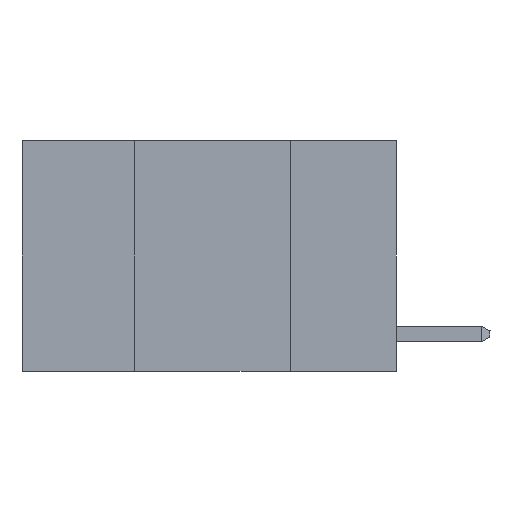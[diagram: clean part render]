
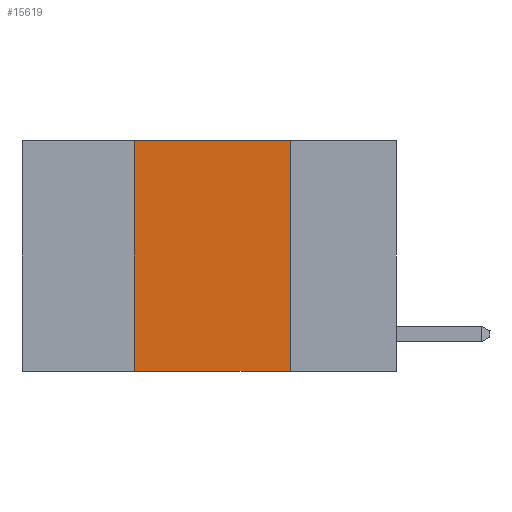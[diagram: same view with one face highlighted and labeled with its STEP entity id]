
A CAD part, left-side view. The second image highlights one B-rep face of the part: STEP entity #15619.
In plain terms, the highlighted planar face has unit normal (-1, 0, 0).
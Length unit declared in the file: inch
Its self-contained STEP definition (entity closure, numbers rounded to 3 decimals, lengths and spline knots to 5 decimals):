
#47 = VERTEX_POINT ( 'NONE', #4198 ) ;
#521 = DIRECTION ( 'NONE',  ( 0., -1., 0. ) ) ;
#646 = CARTESIAN_POINT ( 'NONE',  ( 0., 0.17, 0. ) ) ;
#707 = VERTEX_POINT ( 'NONE', #8005 ) ;
#797 = ORIENTED_EDGE ( 'NONE', *, *, #8886, .T. ) ;
#1666 = CARTESIAN_POINT ( 'NONE',  ( 0., 0.42, -0.37 ) ) ;
#2137 = EDGE_CURVE ( 'NONE', #11022, #707, #9925, .T. ) ;
#2619 = VECTOR ( 'NONE', #8463, 39.37008 ) ;
#2760 = CARTESIAN_POINT ( 'NONE',  ( 0., 0.42, 0. ) ) ;
#3198 = ORIENTED_EDGE ( 'NONE', *, *, #15311, .F. ) ;
#4198 = CARTESIAN_POINT ( 'NONE',  ( 0., 0.17, 0. ) ) ;
#5005 = VERTEX_POINT ( 'NONE', #7173 ) ;
#6285 = VECTOR ( 'NONE', #10973, 39.37008 ) ;
#6859 = CARTESIAN_POINT ( 'NONE',  ( 0., 0.6, 0. ) ) ;
#7034 = VECTOR ( 'NONE', #17110, 39.37008 ) ;
#7173 = CARTESIAN_POINT ( 'NONE',  ( 0., 0.17, -0.37 ) ) ;
#7525 = EDGE_LOOP ( 'NONE', ( #3198, #13861, #13914, #797 ) ) ;
#7726 = VECTOR ( 'NONE', #521, 39.37008 ) ;
#8005 = CARTESIAN_POINT ( 'NONE',  ( 0., 0.42, 0. ) ) ;
#8214 = DIRECTION ( 'NONE',  ( 0., 0., -1. ) ) ;
#8463 = DIRECTION ( 'NONE',  ( 0., -1., 0. ) ) ;
#8757 = EDGE_CURVE ( 'NONE', #707, #47, #17563, .T. ) ;
#8886 = EDGE_CURVE ( 'NONE', #11022, #5005, #15019, .T. ) ;
#9925 = LINE ( 'NONE', #2760, #6285 ) ;
#10973 = DIRECTION ( 'NONE',  ( 0., 0., 1. ) ) ;
#11022 = VERTEX_POINT ( 'NONE', #1666 ) ;
#11424 = AXIS2_PLACEMENT_3D ( 'NONE', #6859, #16413, #8214 ) ;
#13229 = FACE_OUTER_BOUND ( 'NONE', #7525, .T. ) ;
#13695 = PLANE ( 'NONE',  #11424 ) ;
#13861 = ORIENTED_EDGE ( 'NONE', *, *, #8757, .F. ) ;
#13914 = ORIENTED_EDGE ( 'NONE', *, *, #2137, .F. ) ;
#14224 = CARTESIAN_POINT ( 'NONE',  ( 0., 0.6, -0.37 ) ) ;
#14746 = LINE ( 'NONE', #646, #7034 ) ;
#15019 = LINE ( 'NONE', #14224, #7726 ) ;
#15288 = CARTESIAN_POINT ( 'NONE',  ( 0., 0.6, 0. ) ) ;
#15311 = EDGE_CURVE ( 'NONE', #47, #5005, #14746, .T. ) ;
#15619 = ADVANCED_FACE ( 'NONE', ( #13229 ), #13695, .F. ) ;
#16413 = DIRECTION ( 'NONE',  ( 1., 0., 0. ) ) ;
#17110 = DIRECTION ( 'NONE',  ( 0., 0., -1. ) ) ;
#17563 = LINE ( 'NONE', #15288, #2619 ) ;
